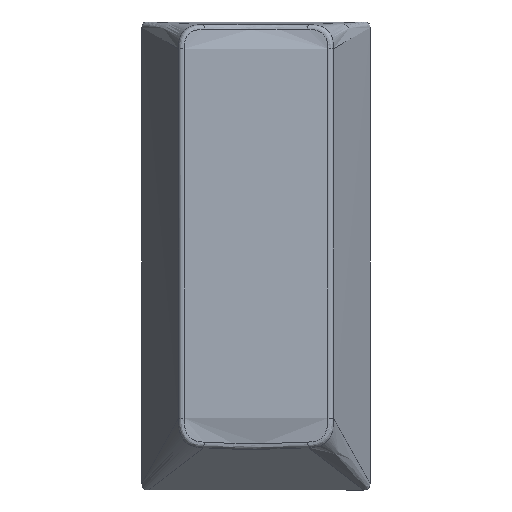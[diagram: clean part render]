
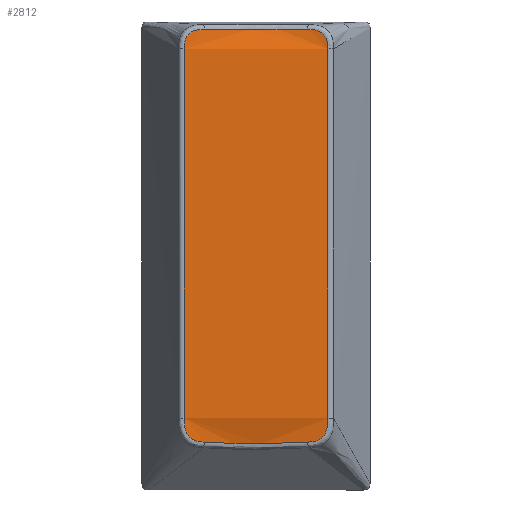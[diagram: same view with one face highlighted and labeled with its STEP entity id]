
A CAD part, top view. The second image highlights one B-rep face of the part: STEP entity #2812.
In plain terms, the highlighted free-form (B-spline) face has degree [2, 1] with [9, 2] control points.
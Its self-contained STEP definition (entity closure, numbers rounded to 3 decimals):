
#2812 = ADVANCED_FACE('',(#2813),#2920,.F.);
#2813 = FACE_BOUND('',#2814,.F.);
#2814 = EDGE_LOOP('',(#2815,#2833,#2843,#2859,#2866,#2885,#2895,#2915));
#2815 = ORIENTED_EDGE('',*,*,#2816,.T.);
#2816 = EDGE_CURVE('',#2817,#2819,#2821,.T.);
#2817 = VERTEX_POINT('',#2818);
#2818 = CARTESIAN_POINT('',(-5.69,16.432,7.158));
#2819 = VERTEX_POINT('',#2820);
#2820 = CARTESIAN_POINT('',(-4.109,17.967,6.909));
#2821 = B_SPLINE_CURVE_WITH_KNOTS('',3,(#2822,#2823,#2824,#2825,#2826,
    #2827,#2828,#2829,#2830,#2831,#2832),.UNSPECIFIED.,.F.,.F.,(4,1,1,1,
    1,1,1,1,4),(0.079,0.43,0.746,1.041,
    1.331,1.629,1.947,2.296,2.685),
  .UNSPECIFIED.);
#2822 = CARTESIAN_POINT('',(-5.69,16.432,7.158));
#2823 = CARTESIAN_POINT('',(-5.69,16.549,7.157));
#2824 = CARTESIAN_POINT('',(-5.688,16.771,7.155));
#2825 = CARTESIAN_POINT('',(-5.639,17.089,7.143));
#2826 = CARTESIAN_POINT('',(-5.528,17.369,7.122));
#2827 = CARTESIAN_POINT('',(-5.351,17.605,7.091));
#2828 = CARTESIAN_POINT('',(-5.113,17.786,7.051));
#2829 = CARTESIAN_POINT('',(-4.819,17.905,7.005));
#2830 = CARTESIAN_POINT('',(-4.478,17.962,6.957));
#2831 = CARTESIAN_POINT('',(-4.237,17.966,6.925));
#2832 = CARTESIAN_POINT('',(-4.109,17.967,6.909));
#2833 = ORIENTED_EDGE('',*,*,#2834,.T.);
#2834 = EDGE_CURVE('',#2819,#2835,#2837,.T.);
#2835 = VERTEX_POINT('',#2836);
#2836 = CARTESIAN_POINT('',(4.119,17.967,6.909));
#2837 = B_SPLINE_CURVE_WITH_KNOTS('',3,(#2838,#2839,#2840,#2841,#2842),
  .UNSPECIFIED.,.F.,.F.,(4,1,4),(-0.184,3.988,8.16),
  .UNSPECIFIED.);
#2838 = CARTESIAN_POINT('',(-4.109,17.967,6.909));
#2839 = CARTESIAN_POINT('',(-2.745,17.973,6.739));
#2840 = CARTESIAN_POINT('',(0.005,17.979,6.568)
  );
#2841 = CARTESIAN_POINT('',(2.754,17.973,6.739));
#2842 = CARTESIAN_POINT('',(4.119,17.967,6.909));
#2843 = ORIENTED_EDGE('',*,*,#2844,.T.);
#2844 = EDGE_CURVE('',#2835,#2845,#2847,.T.);
#2845 = VERTEX_POINT('',#2846);
#2846 = CARTESIAN_POINT('',(5.7,16.432,7.158));
#2847 = B_SPLINE_CURVE_WITH_KNOTS('',3,(#2848,#2849,#2850,#2851,#2852,
    #2853,#2854,#2855,#2856,#2857,#2858),.UNSPECIFIED.,.F.,.F.,(4,1,1,1,
    1,1,1,1,4),(0.184,0.573,0.922,1.24,
    1.538,1.828,2.123,2.439,2.79),
  .UNSPECIFIED.);
#2848 = CARTESIAN_POINT('',(4.119,17.967,6.909));
#2849 = CARTESIAN_POINT('',(4.246,17.966,6.925));
#2850 = CARTESIAN_POINT('',(4.488,17.962,6.957));
#2851 = CARTESIAN_POINT('',(4.829,17.905,7.005));
#2852 = CARTESIAN_POINT('',(5.122,17.786,7.051));
#2853 = CARTESIAN_POINT('',(5.361,17.605,7.091));
#2854 = CARTESIAN_POINT('',(5.537,17.369,7.122));
#2855 = CARTESIAN_POINT('',(5.648,17.089,7.143));
#2856 = CARTESIAN_POINT('',(5.698,16.771,7.155));
#2857 = CARTESIAN_POINT('',(5.7,16.549,7.157));
#2858 = CARTESIAN_POINT('',(5.7,16.432,7.158));
#2859 = ORIENTED_EDGE('',*,*,#2860,.T.);
#2860 = EDGE_CURVE('',#2845,#2861,#2863,.T.);
#2861 = VERTEX_POINT('',#2862);
#2862 = CARTESIAN_POINT('',(5.698,-12.884,7.407));
#2863 = B_SPLINE_CURVE_WITH_KNOTS('',1,(#2864,#2865),.UNSPECIFIED.,.F.,
  .F.,(2,2),(-0.079,29.238),.PIECEWISE_BEZIER_KNOTS.);
#2864 = CARTESIAN_POINT('',(5.7,16.432,7.158));
#2865 = CARTESIAN_POINT('',(5.698,-12.884,7.407));
#2866 = ORIENTED_EDGE('',*,*,#2867,.T.);
#2867 = EDGE_CURVE('',#2861,#2868,#2870,.T.);
#2868 = VERTEX_POINT('',#2869);
#2869 = CARTESIAN_POINT('',(4.116,-14.791,7.187));
#2870 = B_SPLINE_CURVE_WITH_KNOTS('',3,(#2871,#2872,#2873,#2874,#2875,
    #2876,#2877,#2878,#2879,#2880,#2881,#2882,#2883,#2884),
  .UNSPECIFIED.,.F.,.F.,(4,1,1,1,1,1,1,1,1,1,1,4),(0.223,
    0.68,1.086,1.442,1.758,1.91,
    2.061,2.381,2.56,2.74,2.941,
    3.142),.UNSPECIFIED.);
#2871 = CARTESIAN_POINT('',(5.698,-12.884,7.407));
#2872 = CARTESIAN_POINT('',(5.698,-13.037,7.408));
#2873 = CARTESIAN_POINT('',(5.694,-13.325,7.41));
#2874 = CARTESIAN_POINT('',(5.645,-13.728,7.405));
#2875 = CARTESIAN_POINT('',(5.536,-14.071,7.389));
#2876 = CARTESIAN_POINT('',(5.392,-14.304,7.367));
#2877 = CARTESIAN_POINT('',(5.249,-14.449,7.345));
#2878 = CARTESIAN_POINT('',(5.086,-14.573,7.321));
#2879 = CARTESIAN_POINT('',(4.893,-14.665,7.292));
#2880 = CARTESIAN_POINT('',(4.68,-14.724,7.262));
#2881 = CARTESIAN_POINT('',(4.501,-14.757,7.237));
#2882 = CARTESIAN_POINT('',(4.313,-14.779,7.212));
#2883 = CARTESIAN_POINT('',(4.182,-14.788,7.195));
#2884 = CARTESIAN_POINT('',(4.116,-14.791,7.187));
#2885 = ORIENTED_EDGE('',*,*,#2886,.T.);
#2886 = EDGE_CURVE('',#2868,#2887,#2889,.T.);
#2887 = VERTEX_POINT('',#2888);
#2888 = CARTESIAN_POINT('',(-4.107,-14.791,7.187));
#2889 = B_SPLINE_CURVE_WITH_KNOTS('',3,(#2890,#2891,#2892,#2893,#2894),
  .UNSPECIFIED.,.F.,.F.,(4,1,4),(-0.125,4.059,8.244),
  .UNSPECIFIED.);
#2890 = CARTESIAN_POINT('',(4.116,-14.791,7.187));
#2891 = CARTESIAN_POINT('',(2.754,-14.874,7.018));
#2892 = CARTESIAN_POINT('',(0.005,-14.957,6.848
    ));
#2893 = CARTESIAN_POINT('',(-2.745,-14.874,7.018));
#2894 = CARTESIAN_POINT('',(-4.107,-14.791,7.187));
#2895 = ORIENTED_EDGE('',*,*,#2896,.T.);
#2896 = EDGE_CURVE('',#2887,#2897,#2899,.T.);
#2897 = VERTEX_POINT('',#2898);
#2898 = CARTESIAN_POINT('',(-5.688,-12.884,7.407));
#2899 = B_SPLINE_CURVE_WITH_KNOTS('',3,(#2900,#2901,#2902,#2903,#2904,
    #2905,#2906,#2907,#2908,#2909,#2910,#2911,#2912,#2913,#2914),
  .UNSPECIFIED.,.F.,.F.,(4,1,1,1,1,1,1,1,1,1,1,1,4),(0.126,
    0.528,0.887,1.207,1.358,1.509,1.826,
    2.004,2.182,2.385,2.588,2.816,
    3.045),.UNSPECIFIED.);
#2900 = CARTESIAN_POINT('',(-4.107,-14.791,7.187));
#2901 = CARTESIAN_POINT('',(-4.238,-14.784,7.203));
#2902 = CARTESIAN_POINT('',(-4.485,-14.765,7.236));
#2903 = CARTESIAN_POINT('',(-4.83,-14.69,7.284));
#2904 = CARTESIAN_POINT('',(-5.077,-14.573,7.321));
#2905 = CARTESIAN_POINT('',(-5.239,-14.449,7.345));
#2906 = CARTESIAN_POINT('',(-5.382,-14.304,7.367));
#2907 = CARTESIAN_POINT('',(-5.496,-14.122,7.384));
#2908 = CARTESIAN_POINT('',(-5.576,-13.914,7.396));
#2909 = CARTESIAN_POINT('',(-5.625,-13.735,7.403));
#2910 = CARTESIAN_POINT('',(-5.658,-13.543,7.407));
#2911 = CARTESIAN_POINT('',(-5.678,-13.333,7.409));
#2912 = CARTESIAN_POINT('',(-5.687,-13.113,7.408));
#2913 = CARTESIAN_POINT('',(-5.688,-12.961,7.407));
#2914 = CARTESIAN_POINT('',(-5.688,-12.884,7.407));
#2915 = ORIENTED_EDGE('',*,*,#2916,.T.);
#2916 = EDGE_CURVE('',#2897,#2817,#2917,.T.);
#2917 = B_SPLINE_CURVE_WITH_KNOTS('',1,(#2918,#2919),.UNSPECIFIED.,.F.,
  .F.,(2,2),(-0.223,29.094),.PIECEWISE_BEZIER_KNOTS.);
#2918 = CARTESIAN_POINT('',(-5.688,-12.884,7.407));
#2919 = CARTESIAN_POINT('',(-5.69,16.432,7.158));
#2920 = ( BOUNDED_SURFACE() B_SPLINE_SURFACE(2,1,(
    (#2921,#2922)
    ,(#2923,#2924)
    ,(#2925,#2926)
    ,(#2927,#2928)
    ,(#2929,#2930)
    ,(#2931,#2932)
    ,(#2933,#2934)
    ,(#2935,#2936)
    ,(#2937,#2938
)),.UNSPECIFIED.,.T.,.F.,.F.) B_SPLINE_SURFACE_WITH_KNOTS((1,2,2,2,2,2,1
    ),(2,2),(-261.346,-209.077,-156.807,-104.538,
    -52.269,0.,52.269),(0.,189.393),.UNSPECIFIED.) 
GEOMETRIC_REPRESENTATION_ITEM() RATIONAL_B_SPLINE_SURFACE((
    (1.,1.)
    ,(0.707,0.707)
    ,(1.,1.)
    ,(0.707,0.707)
    ,(1.,1.)
    ,(0.707,0.707)
    ,(1.,1.)
    ,(0.707,0.707)
,(1.,1.))) REPRESENTATION_ITEM('') SURFACE() );
#2921 = CARTESIAN_POINT('',(18.885,-95.347,13.492));
#2922 = CARTESIAN_POINT('',(18.885,94.04,11.883));
#2923 = CARTESIAN_POINT('',(-8.516,-95.507,-5.388));
#2924 = CARTESIAN_POINT('',(-8.516,93.879,-6.997));
#2925 = CARTESIAN_POINT('',(-27.396,-95.274,22.012));
#2926 = CARTESIAN_POINT('',(-27.396,94.112,20.403));
#2927 = CARTESIAN_POINT('',(-46.276,-95.042,49.412));
#2928 = CARTESIAN_POINT('',(-46.276,94.345,47.803));
#2929 = CARTESIAN_POINT('',(-18.875,-94.881,68.291));
#2930 = CARTESIAN_POINT('',(-18.875,94.505,66.682));
#2931 = CARTESIAN_POINT('',(8.525,-94.721,87.171));
#2932 = CARTESIAN_POINT('',(8.525,94.666,85.562));
#2933 = CARTESIAN_POINT('',(27.406,-94.954,59.771));
#2934 = CARTESIAN_POINT('',(27.406,94.433,58.162));
#2935 = CARTESIAN_POINT('',(46.286,-95.186,32.371));
#2936 = CARTESIAN_POINT('',(46.286,94.2,30.762));
#2937 = CARTESIAN_POINT('',(18.885,-95.347,13.492));
#2938 = CARTESIAN_POINT('',(18.885,94.04,11.883));
